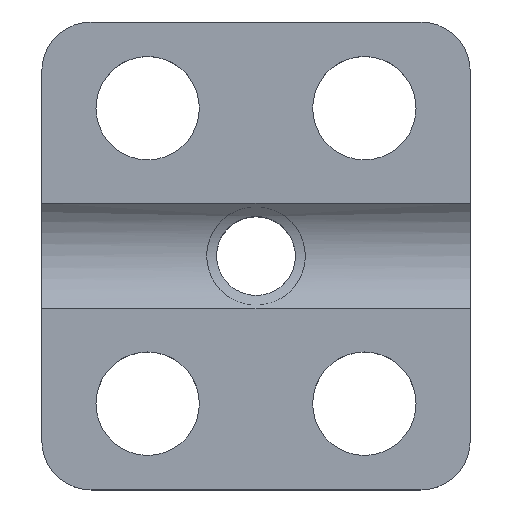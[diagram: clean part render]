
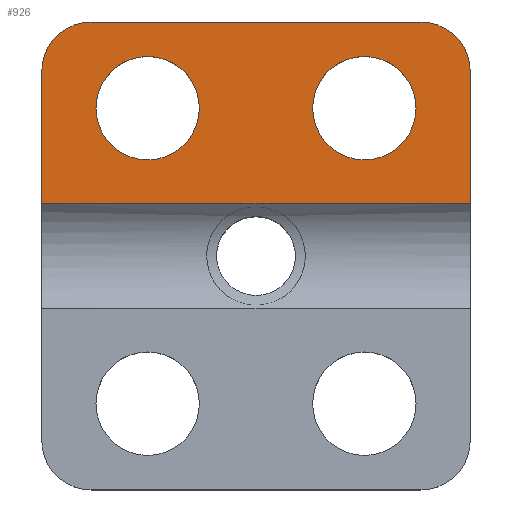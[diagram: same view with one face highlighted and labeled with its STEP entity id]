
A CAD part, top view. The second image highlights one B-rep face of the part: STEP entity #926.
In plain terms, the highlighted planar face has unit normal (0, 0, 1).
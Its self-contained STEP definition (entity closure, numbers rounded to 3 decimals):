
#10=DIRECTION('',(0.,1.,0.));
#11=VECTOR('',#10,2.679);
#12=CARTESIAN_POINT('',(-4.35,1.571,3.45));
#13=LINE('',#12,#11);
#203=CARTESIAN_POINT('',(2.2,3.5,3.45));
#204=DIRECTION('',(0.,0.,-1.));
#205=DIRECTION('',(0.,1.,0.));
#206=AXIS2_PLACEMENT_3D('',#203,#204,#205);
#208=CARTESIAN_POINT('',(2.2,3.5,3.45));
#209=DIRECTION('',(0.,0.,-1.));
#210=DIRECTION('',(0.,-1.,0.));
#211=AXIS2_PLACEMENT_3D('',#208,#209,#210);
#213=CARTESIAN_POINT('',(-2.2,3.5,3.45));
#214=DIRECTION('',(0.,0.,-1.));
#215=DIRECTION('',(0.,1.,0.));
#216=AXIS2_PLACEMENT_3D('',#213,#214,#215);
#218=CARTESIAN_POINT('',(-2.2,3.5,3.45));
#219=DIRECTION('',(0.,0.,-1.));
#220=DIRECTION('',(0.,-1.,0.));
#221=AXIS2_PLACEMENT_3D('',#218,#219,#220);
#237=CARTESIAN_POINT('',(3.35,4.25,3.45));
#238=DIRECTION('',(0.,0.,1.));
#239=DIRECTION('',(1.,0.,0.));
#240=AXIS2_PLACEMENT_3D('',#237,#238,#239);
#242=DIRECTION('',(1.,0.,0.));
#243=VECTOR('',#242,8.7);
#244=CARTESIAN_POINT('',(-4.35,1.571,3.45));
#245=LINE('',#244,#243);
#246=CARTESIAN_POINT('',(-3.35,4.25,3.45));
#247=DIRECTION('',(0.,0.,1.));
#248=DIRECTION('',(0.,1.,0.));
#249=AXIS2_PLACEMENT_3D('',#246,#247,#248);
#480=DIRECTION('',(0.,1.,0.));
#481=VECTOR('',#480,2.679);
#482=CARTESIAN_POINT('',(4.35,1.571,3.45));
#483=LINE('',#482,#481);
#555=DIRECTION('',(-1.,0.,0.));
#556=VECTOR('',#555,6.7);
#557=CARTESIAN_POINT('',(3.35,5.25,3.45));
#558=LINE('',#557,#556);
#585=CARTESIAN_POINT('',(-4.35,1.571,3.45));
#586=CARTESIAN_POINT('',(4.35,1.571,3.45));
#587=VERTEX_POINT('',#585);
#588=VERTEX_POINT('',#586);
#593=CARTESIAN_POINT('',(2.2,4.55,3.45));
#594=CARTESIAN_POINT('',(2.2,2.45,3.45));
#595=VERTEX_POINT('',#593);
#596=VERTEX_POINT('',#594);
#597=CARTESIAN_POINT('',(-2.2,4.55,3.45));
#598=CARTESIAN_POINT('',(-2.2,2.45,3.45));
#599=VERTEX_POINT('',#597);
#600=VERTEX_POINT('',#598);
#621=CARTESIAN_POINT('',(4.35,4.25,3.45));
#622=CARTESIAN_POINT('',(3.35,5.25,3.45));
#623=VERTEX_POINT('',#621);
#624=VERTEX_POINT('',#622);
#633=CARTESIAN_POINT('',(-3.35,5.25,3.45));
#634=VERTEX_POINT('',#633);
#635=CARTESIAN_POINT('',(-4.35,4.25,3.45));
#636=VERTEX_POINT('',#635);
#897=CARTESIAN_POINT('',(0.,0.5,3.45));
#898=DIRECTION('',(0.,0.,1.));
#899=DIRECTION('',(0.,1.,0.));
#900=AXIS2_PLACEMENT_3D('',#897,#898,#899);
#901=PLANE('',#900);
#903=ORIENTED_EDGE('',*,*,#902,.F.);
#905=ORIENTED_EDGE('',*,*,#904,.F.);
#906=ORIENTED_EDGE('',*,*,#843,.F.);
#907=ORIENTED_EDGE('',*,*,#736,.T.);
#909=ORIENTED_EDGE('',*,*,#908,.F.);
#911=ORIENTED_EDGE('',*,*,#910,.F.);
#912=EDGE_LOOP('',(#903,#905,#906,#907,#909,#911));
#913=FACE_OUTER_BOUND('',#912,.F.);
#915=ORIENTED_EDGE('',*,*,#914,.F.);
#917=ORIENTED_EDGE('',*,*,#916,.F.);
#918=EDGE_LOOP('',(#915,#917));
#919=FACE_BOUND('',#918,.F.);
#921=ORIENTED_EDGE('',*,*,#920,.F.);
#923=ORIENTED_EDGE('',*,*,#922,.F.);
#924=EDGE_LOOP('',(#921,#923));
#925=FACE_BOUND('',#924,.F.);
#926=ADVANCED_FACE('',(#913,#919,#925),#901,.T.);
#207=CIRCLE('',#206,1.05);
#212=CIRCLE('',#211,1.05);
#217=CIRCLE('',#216,1.05);
#222=CIRCLE('',#221,1.05);
#241=CIRCLE('',#240,1.);
#250=CIRCLE('',#249,1.);
#736=EDGE_CURVE('',#587,#636,#13,.T.);
#843=EDGE_CURVE('',#587,#588,#245,.T.);
#902=EDGE_CURVE('',#623,#624,#241,.T.);
#904=EDGE_CURVE('',#588,#623,#483,.T.);
#908=EDGE_CURVE('',#634,#636,#250,.T.);
#910=EDGE_CURVE('',#624,#634,#558,.T.);
#914=EDGE_CURVE('',#595,#596,#207,.T.);
#916=EDGE_CURVE('',#596,#595,#212,.T.);
#920=EDGE_CURVE('',#599,#600,#217,.T.);
#922=EDGE_CURVE('',#600,#599,#222,.T.);
